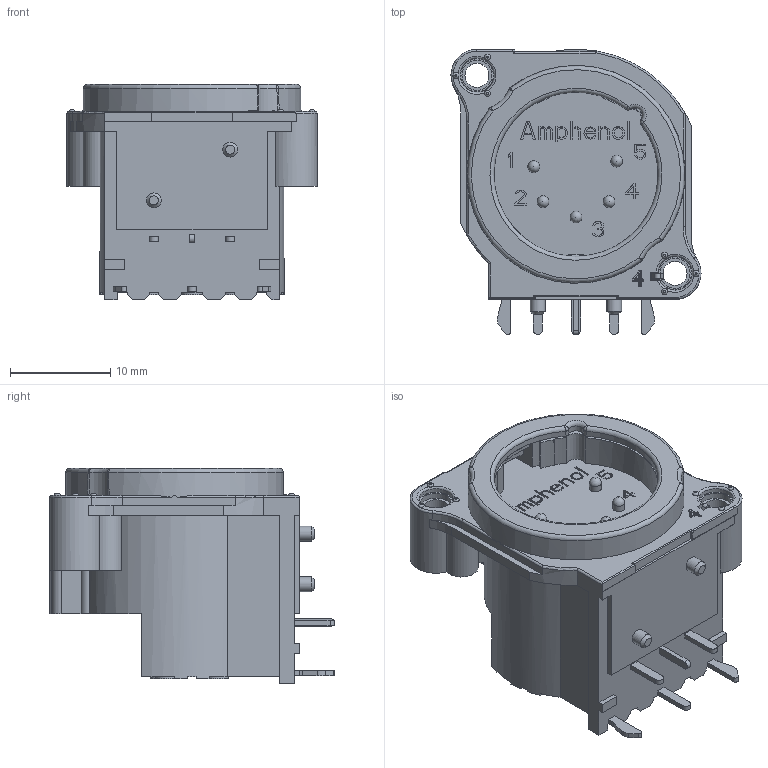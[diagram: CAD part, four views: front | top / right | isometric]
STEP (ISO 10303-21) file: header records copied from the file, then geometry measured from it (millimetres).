
FILE_DESCRIPTION(/* description */ (''),/* implementation_level */ '2;1');
FILE_NAME(/* name */ 'AC5FBH-AU-PRE.stp',/* time_stamp */ '2026-04-15T18:57:20+10:00',/* author */ ('minh'),/* organization */ (''),/* preprocessor_version */ 'ST-DEVELOPER v19.2',/* originating_system */ 'Autodesk Inventor 2023',/* authorisation */ '');
FILE_SCHEMA (('AUTOMOTIVE_DESIGN { 1 0 10303 214 3 1 1 }'));
Length unit declared in the file: inch
Products named in the file (1): AC5FBH-AU-PRE simplified
Bounding box: 25 x 28.5 x 21.5 mm (x, y, z)
Volume: 6416 mm3; surface area: 4417 mm2
Topology: 1 solids, 5 shells, 864 faces, 2325 edges, 1505 vertices
Faces by surface type: plane 621, cylinder 154, torus 35, sphere 29, cone 13, bspline 12
Full cylindrical faces by diameter (mm): 1 x2, 1.18 x5, 1.2 x2, 1.5 x2, 2.2 x3, 2.4 x1, 3 x3, 3.4 x1
Entity records: 28916 total; most frequent: CARTESIAN_POINT 6096, ORIENTED_EDGE 4636, DIRECTION 4440, EDGE_CURVE 2318, LINE 1760, VECTOR 1760, VERTEX_POINT 1505, AXIS2_PLACEMENT_3D 1340
